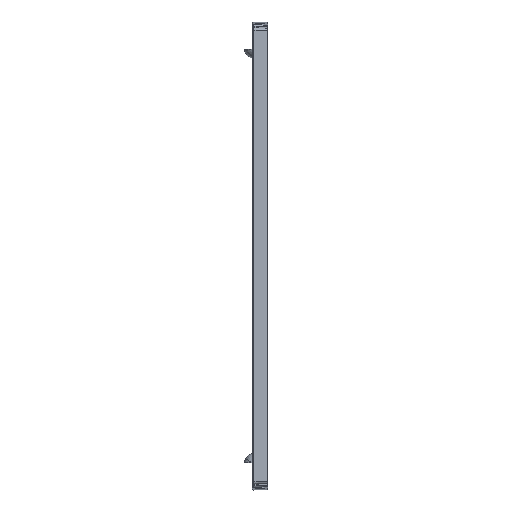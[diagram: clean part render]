
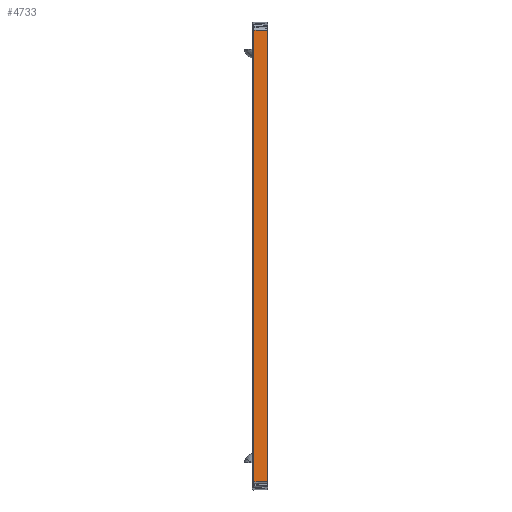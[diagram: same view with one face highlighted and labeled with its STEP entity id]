
A CAD part, front view. The second image highlights one B-rep face of the part: STEP entity #4733.
In plain terms, the highlighted planar face has unit normal (0.035, -0.999, 0).
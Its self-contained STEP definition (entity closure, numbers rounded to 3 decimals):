
#731=CARTESIAN_POINT('',(2.07,-178.428,215.43));
#797=CARTESIAN_POINT('',(20.,-177.802,214.803));
#816=DIRECTION('',(-0.999,-0.035,0.035));
#817=VECTOR('',#816,17.952);
#818=CARTESIAN_POINT('',(20.,-177.802,214.803));
#819=LINE('',#818,#817);
#820=DIRECTION('',(0.,0.,1.));
#821=VECTOR('',#820,579.607);
#822=CARTESIAN_POINT('',(20.,-177.802,-364.803));
#823=LINE('',#822,#821);
#824=DIRECTION('',(0.999,0.035,0.035));
#825=VECTOR('',#824,17.952);
#826=CARTESIAN_POINT('',(2.07,-178.428,-365.43));
#827=LINE('',#826,#825);
#828=DIRECTION('',(0.,0.,1.));
#829=VECTOR('',#828,580.859);
#830=CARTESIAN_POINT('',(2.07,-178.428,-365.43));
#831=LINE('',#830,#829);
#3167=VERTEX_POINT('',#797);
#3168=CARTESIAN_POINT('',(20.,-177.802,
-364.803));
#3169=VERTEX_POINT('',#3168);
#3230=VERTEX_POINT('',#731);
#3231=CARTESIAN_POINT('',(2.07,-178.428,
-365.43));
#3232=VERTEX_POINT('',#3231);
#4720=CARTESIAN_POINT('',(0.,-178.5,0.));
#4721=DIRECTION('',(0.035,-0.999,0.));
#4722=DIRECTION('',(0.,0.,1.));
#4723=AXIS2_PLACEMENT_3D('',#4720,#4721,#4722);
#4724=PLANE('',#4723);
#4726=ORIENTED_EDGE('',*,*,#4725,.T.);
#4727=ORIENTED_EDGE('',*,*,#4712,.F.);
#4728=ORIENTED_EDGE('',*,*,#4259,.F.);
#4730=ORIENTED_EDGE('',*,*,#4729,.F.);
#4731=EDGE_LOOP('',(#4726,#4727,#4728,#4730));
#4732=FACE_OUTER_BOUND('',#4731,.F.);
#4733=ADVANCED_FACE('',(#4732),#4724,.T.);
#4259=EDGE_CURVE('',#3169,#3167,#823,.T.);
#4712=EDGE_CURVE('',#3167,#3230,#819,.T.);
#4725=EDGE_CURVE('',#3232,#3230,#831,.T.);
#4729=EDGE_CURVE('',#3232,#3169,#827,.T.);
